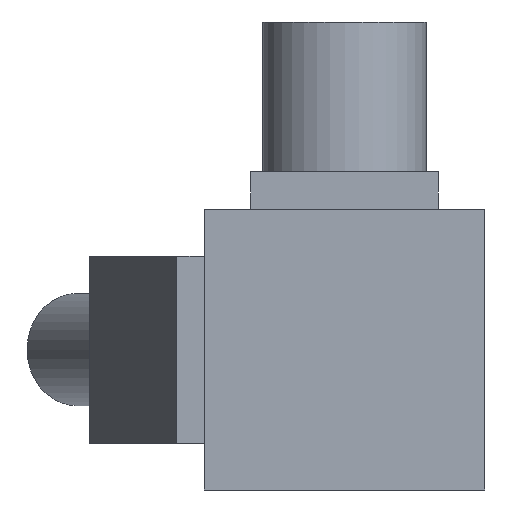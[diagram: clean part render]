
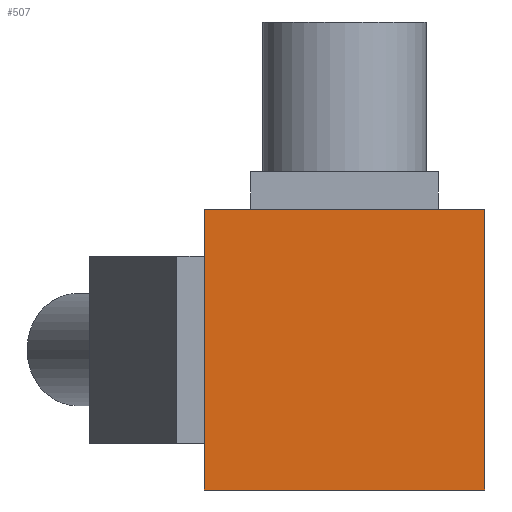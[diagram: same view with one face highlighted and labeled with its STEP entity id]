
A CAD part, front view. The second image highlights one B-rep face of the part: STEP entity #507.
In plain terms, the highlighted planar face has unit normal (0, -1, 0).
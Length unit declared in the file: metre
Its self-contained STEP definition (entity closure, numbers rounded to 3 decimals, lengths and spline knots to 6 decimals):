
#21=PLANE('',#555);
#61=LINE('',#796,#113);
#63=LINE('',#800,#115);
#64=LINE('',#802,#116);
#65=LINE('',#804,#117);
#113=VECTOR('',#629,1.);
#115=VECTOR('',#633,1.);
#116=VECTOR('',#634,1.);
#117=VECTOR('',#635,1.);
#174=ORIENTED_EDGE('',*,*,#305,.T.);
#175=ORIENTED_EDGE('',*,*,#306,.F.);
#176=ORIENTED_EDGE('',*,*,#307,.F.);
#177=ORIENTED_EDGE('',*,*,#303,.T.);
#303=EDGE_CURVE('',#368,#367,#61,.T.);
#305=EDGE_CURVE('',#367,#369,#63,.T.);
#306=EDGE_CURVE('',#370,#369,#64,.T.);
#307=EDGE_CURVE('',#368,#370,#65,.T.);
#367=VERTEX_POINT('',#795);
#368=VERTEX_POINT('',#797);
#369=VERTEX_POINT('',#801);
#370=VERTEX_POINT('',#803);
#414=EDGE_LOOP('',(#174,#175,#176,#177));
#458=FACE_BOUND('',#414,.T.);
#507=ADVANCED_FACE('',(#458),#21,.F.);
#555=AXIS2_PLACEMENT_3D('',#799,#631,#632);
#629=DIRECTION('',(0.,0.,-1.));
#631=DIRECTION('',(0.,1.,0.));
#632=DIRECTION('',(0.,0.,1.));
#633=DIRECTION('',(1.,0.,0.));
#634=DIRECTION('',(0.,0.,-1.));
#635=DIRECTION('',(1.,0.,0.));
#795=CARTESIAN_POINT('',(-0.0381,-0.0381,-0.0381));
#796=CARTESIAN_POINT('',(-0.0381,-0.0381,0.0381));
#797=CARTESIAN_POINT('',(-0.0381,-0.0381,0.0381));
#799=CARTESIAN_POINT('',(0.,-0.0381,0.0381));
#800=CARTESIAN_POINT('',(0.,-0.0381,-0.0381));
#801=CARTESIAN_POINT('',(0.0381,-0.0381,-0.0381));
#802=CARTESIAN_POINT('',(0.0381,-0.0381,0.0381));
#803=CARTESIAN_POINT('',(0.0381,-0.0381,0.0381));
#804=CARTESIAN_POINT('',(0.,-0.0381,0.0381));
